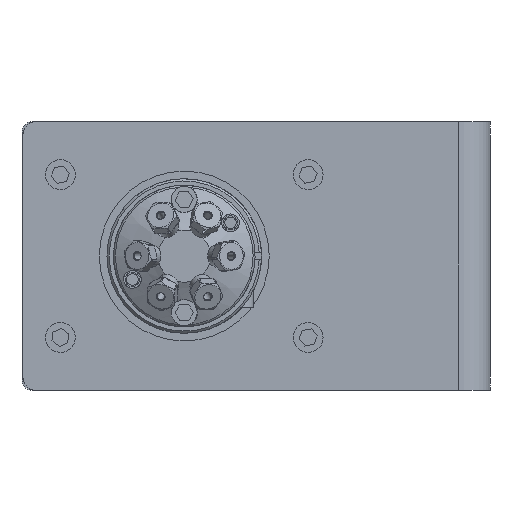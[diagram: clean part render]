
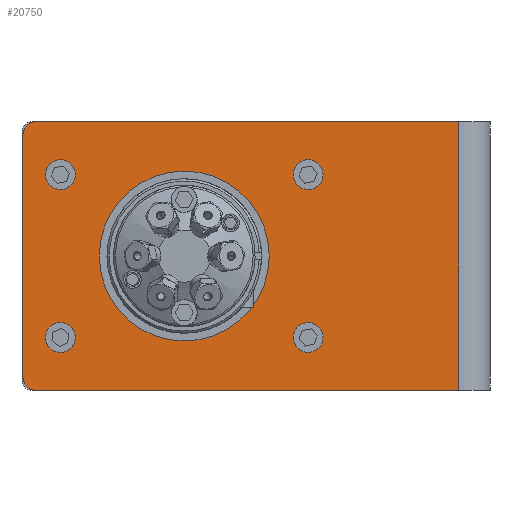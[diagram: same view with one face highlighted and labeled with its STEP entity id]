
A CAD part, left-side view. The second image highlights one B-rep face of the part: STEP entity #20750.
In plain terms, the highlighted planar face has unit normal (-1, 0, 0).
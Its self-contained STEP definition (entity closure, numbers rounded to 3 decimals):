
#20317=CARTESIAN_POINT('',(-91.75,70.593,-117.3));
#20318=VERTEX_POINT('',#20317);
#20319=CARTESIAN_POINT('',(-91.75,73.643,-114.25));
#20320=VERTEX_POINT('',#20319);
#20321=CARTESIAN_POINT('',(-91.75,70.593,-114.25));
#20322=DIRECTION('',(1.0,0.0,0.0));
#20323=DIRECTION('',(0.0,0.707,-0.707));
#20324=AXIS2_PLACEMENT_3D('',#20321,#20322,#20323);
#20325=CIRCLE('',#20324,3.05);
#20326=EDGE_CURVE('',#20318,#20320,#20325,.T.);
#20361=CARTESIAN_POINT('',(-91.75,73.643,-60.025));
#20362=VERTEX_POINT('',#20361);
#20376=CARTESIAN_POINT('',(-91.75,73.643,-60.025));
#20377=DIRECTION('',(0.0,0.0,-1.0));
#20378=VECTOR('',#20377,54.225);
#20379=LINE('',#20376,#20378);
#20380=EDGE_CURVE('',#20362,#20320,#20379,.T.);
#20390=CARTESIAN_POINT('',(-91.75,-24.147,-117.3));
#20391=VERTEX_POINT('',#20390);
#20401=CARTESIAN_POINT('',(-91.75,70.593,-117.3));
#20402=DIRECTION('',(0.0,-1.0,0.0));
#20403=VECTOR('',#20402,94.74);
#20404=LINE('',#20401,#20403);
#20405=EDGE_CURVE('',#20318,#20391,#20404,.T.);
#20446=CARTESIAN_POINT('',(-91.75,37.448,-68.1));
#20447=VERTEX_POINT('',#20446);
#20448=CARTESIAN_POINT('',(-91.75,37.448,-87.15));
#20449=DIRECTION('',(1.0,0.0,0.0));
#20450=DIRECTION('',(0.0,0.0,1.0));
#20451=AXIS2_PLACEMENT_3D('',#20448,#20449,#20450);
#20452=CIRCLE('',#20451,19.05);
#20453=EDGE_CURVE('',#20447,#20447,#20452,.T.);
#20474=CARTESIAN_POINT('',(-91.75,70.593,-56.975));
#20475=VERTEX_POINT('',#20474);
#20476=CARTESIAN_POINT('',(-91.75,70.593,-60.025));
#20477=DIRECTION('',(1.0,0.0,0.0));
#20478=DIRECTION('',(0.0,0.707,0.707));
#20479=AXIS2_PLACEMENT_3D('',#20476,#20477,#20478);
#20480=CIRCLE('',#20479,3.05);
#20481=EDGE_CURVE('',#20362,#20475,#20480,.T.);
#20678=CARTESIAN_POINT('',(-91.75,73.643,-56.975));
#20679=DIRECTION('',(-1.0,0.0,0.0));
#20680=DIRECTION('',(0.0,0.0,1.0));
#20681=AXIS2_PLACEMENT_3D('',#20678,#20679,#20680);
#20682=PLANE('',#20681);
#20683=CARTESIAN_POINT('',(-91.75,-24.147,-56.975));
#20684=VERTEX_POINT('',#20683);
#20685=CARTESIAN_POINT('',(-91.75,-24.147,-56.975));
#20686=DIRECTION('',(0.0,0.0,-1.0));
#20687=VECTOR('',#20686,60.325);
#20688=LINE('',#20685,#20687);
#20689=EDGE_CURVE('',#20684,#20391,#20688,.T.);
#20690=ORIENTED_EDGE('',*,*,#20689,.F.);
#20691=CARTESIAN_POINT('',(-91.75,70.593,-56.975));
#20692=DIRECTION('',(0.0,-1.0,0.0));
#20693=VECTOR('',#20692,94.74);
#20694=LINE('',#20691,#20693);
#20695=EDGE_CURVE('',#20475,#20684,#20694,.T.);
#20696=ORIENTED_EDGE('',*,*,#20695,.F.);
#20697=ORIENTED_EDGE('',*,*,#20481,.F.);
#20698=ORIENTED_EDGE('',*,*,#20380,.T.);
#20699=ORIENTED_EDGE('',*,*,#20326,.F.);
#20700=ORIENTED_EDGE('',*,*,#20405,.T.);
#20701=EDGE_LOOP('',(#20690,#20696,#20697,#20698,#20699,#20700));
#20702=FACE_OUTER_BOUND('',#20701,.T.);
#20703=ORIENTED_EDGE('',*,*,#20453,.T.);
#20704=EDGE_LOOP('',(#20703));
#20705=FACE_BOUND('',#20704,.T.);
#20706=CARTESIAN_POINT('',(-91.75,65.235,-103.19));
#20707=VERTEX_POINT('',#20706);
#20708=CARTESIAN_POINT('',(-91.75,65.235,-105.412));
#20709=DIRECTION('',(1.0,0.0,0.0));
#20710=DIRECTION('',(0.0,0.0,1.0));
#20711=AXIS2_PLACEMENT_3D('',#20708,#20709,#20710);
#20712=CIRCLE('',#20711,2.223);
#20713=EDGE_CURVE('',#20707,#20707,#20712,.T.);
#20714=ORIENTED_EDGE('',*,*,#20713,.T.);
#20715=EDGE_LOOP('',(#20714));
#20716=FACE_BOUND('',#20715,.T.);
#20717=CARTESIAN_POINT('',(-91.75,65.235,-66.665));
#20718=VERTEX_POINT('',#20717);
#20719=CARTESIAN_POINT('',(-91.75,65.235,-68.887));
#20720=DIRECTION('',(1.0,0.0,0.0));
#20721=DIRECTION('',(0.0,0.0,1.0));
#20722=AXIS2_PLACEMENT_3D('',#20719,#20720,#20721);
#20723=CIRCLE('',#20722,2.223);
#20724=EDGE_CURVE('',#20718,#20718,#20723,.T.);
#20725=ORIENTED_EDGE('',*,*,#20724,.T.);
#20726=EDGE_LOOP('',(#20725));
#20727=FACE_BOUND('',#20726,.T.);
#20728=CARTESIAN_POINT('',(-91.75,9.66,-66.665));
#20729=VERTEX_POINT('',#20728);
#20730=CARTESIAN_POINT('',(-91.75,9.66,-68.887));
#20731=DIRECTION('',(1.0,0.0,0.0));
#20732=DIRECTION('',(0.0,0.0,1.0));
#20733=AXIS2_PLACEMENT_3D('',#20730,#20731,#20732);
#20734=CIRCLE('',#20733,2.223);
#20735=EDGE_CURVE('',#20729,#20729,#20734,.T.);
#20736=ORIENTED_EDGE('',*,*,#20735,.T.);
#20737=EDGE_LOOP('',(#20736));
#20738=FACE_BOUND('',#20737,.T.);
#20739=CARTESIAN_POINT('',(-91.75,9.66,-103.19));
#20740=VERTEX_POINT('',#20739);
#20741=CARTESIAN_POINT('',(-91.75,9.66,-105.412));
#20742=DIRECTION('',(1.0,0.0,0.0));
#20743=DIRECTION('',(0.0,0.0,1.0));
#20744=AXIS2_PLACEMENT_3D('',#20741,#20742,#20743);
#20745=CIRCLE('',#20744,2.223);
#20746=EDGE_CURVE('',#20740,#20740,#20745,.T.);
#20747=ORIENTED_EDGE('',*,*,#20746,.T.);
#20748=EDGE_LOOP('',(#20747));
#20749=FACE_BOUND('',#20748,.T.);
#20750=ADVANCED_FACE('',(#20702,#20705,#20716,#20727,#20738,#20749),#20682,.T.);
